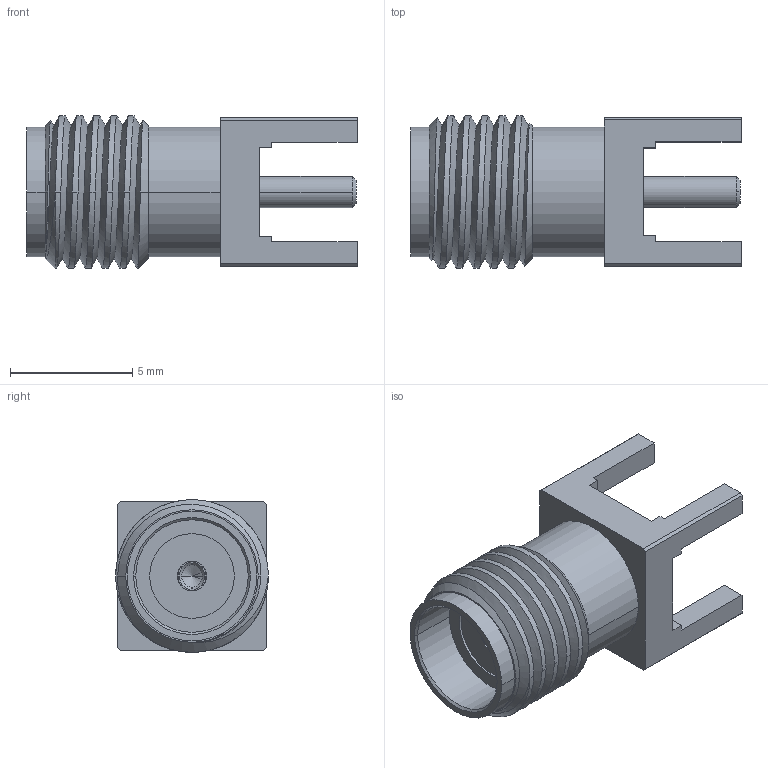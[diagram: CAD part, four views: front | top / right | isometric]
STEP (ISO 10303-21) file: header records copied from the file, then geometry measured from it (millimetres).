
FILE_DESCRIPTION(('STEP AP242'),'1');
FILE_NAME('73391-0070.stp','2021-01-24T22:22:24',('TraceParts'),('TraceParts S.A.'),'Spatial InterOp 3D',' ',' ');
FILE_SCHEMA(('AP242_MANAGED_MODEL_BASED_3D_ENGINEERING_MIM_LF {1 0 10303 442 1 1 4}'));
Length unit declared in the file: millimetre
Products named in the file (1): 73391-0070
Bounding box: 13.5 x 6.24 x 6.24 mm (x, y, z)
Volume: 239.9 mm3; surface area: 432.1 mm2
Topology: 1 solids, 1 shells, 101 faces, 265 edges, 172 vertices
Faces by surface type: plane 45, cylinder 35, cone 19, bspline 2
Entity records: 6702 total; most frequent: CARTESIAN_POINT 3432, ORIENTED_EDGE 526, DIRECTION 479, EDGE_CURVE 263, VERTEX_POINT 172, AXIS2_PLACEMENT_3D 169, LINE 141, VECTOR 141
